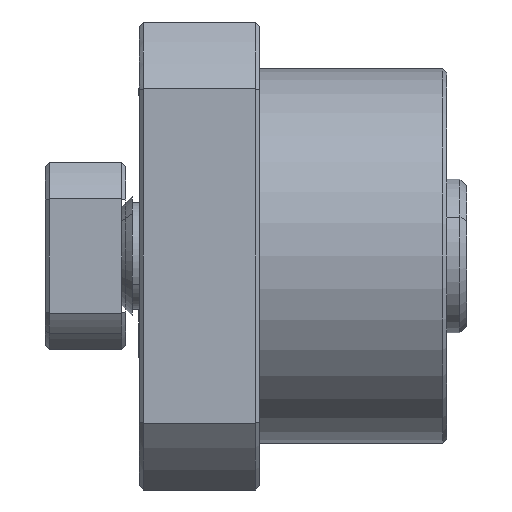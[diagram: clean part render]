
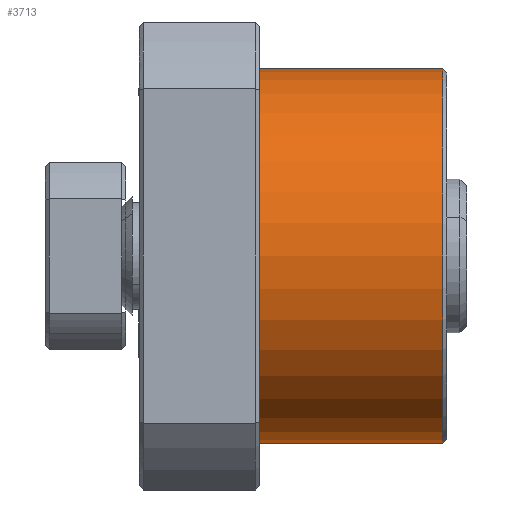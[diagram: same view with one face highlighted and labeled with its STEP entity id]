
A CAD part, front view. The second image highlights one B-rep face of the part: STEP entity #3713.
In plain terms, the highlighted cylindrical face has radius 14 mm (diameter 28 mm), a partial arc.
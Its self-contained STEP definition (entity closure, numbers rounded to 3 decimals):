
#168=CYLINDRICAL_SURFACE('',#944,14.);
#244=VECTOR('',#1387,1.);
#245=VECTOR('',#1390,1.);
#378=LINE('',#4647,#244);
#379=LINE('',#4651,#245);
#613=CIRCLE('',#943,14.);
#614=CIRCLE('',#945,14.);
#943=AXIS2_PLACEMENT_3D('',#5608,#1697,#1698);
#944=AXIS2_PLACEMENT_3D('',#5609,#1699,#1700);
#945=AXIS2_PLACEMENT_3D('',#5610,#1701,#1702);
#1387=DIRECTION('',(-1.,0.,0.));
#1390=DIRECTION('',(-1.,0.,0.));
#1697=DIRECTION('',(-1.,0.,0.));
#1698=DIRECTION('',(0.,0.,14.));
#1699=DIRECTION('',(-1.,0.,0.));
#1700=DIRECTION('',(0.,0.,14.));
#1701=DIRECTION('',(-1.,0.,0.));
#1702=DIRECTION('',(0.,0.,14.));
#1900=VERTEX_POINT('',#4642);
#1901=VERTEX_POINT('',#4644);
#1902=VERTEX_POINT('',#4648);
#1903=VERTEX_POINT('',#4650);
#2287=EDGE_CURVE('',#1900,#1902,#378,.T.);
#2289=EDGE_CURVE('',#1901,#1903,#379,.T.);
#2460=EDGE_CURVE('',#1902,#1903,#613,.T.);
#2461=EDGE_CURVE('',#1900,#1901,#614,.T.);
#3173=ORIENTED_EDGE('',*,*,#2287,.F.);
#3174=ORIENTED_EDGE('',*,*,#2461,.T.);
#3175=ORIENTED_EDGE('',*,*,#2289,.T.);
#3176=ORIENTED_EDGE('',*,*,#2460,.F.);
#3370=EDGE_LOOP('',(#3173,#3174,#3175,#3176));
#3553=FACE_BOUND('',#3370,.T.);
#3713=ADVANCED_FACE('',(#3553),#168,.T.);
#4642=CARTESIAN_POINT('',(22.7,0.,-14.));
#4644=CARTESIAN_POINT('',(22.7,0.,14.));
#4647=CARTESIAN_POINT('',(22.7,0.,-14.));
#4648=CARTESIAN_POINT('',(9.,0.,-14.));
#4650=CARTESIAN_POINT('',(9.,0.,14.));
#4651=CARTESIAN_POINT('',(22.7,0.,14.));
#5608=CARTESIAN_POINT('',(9.,0.,0.));
#5609=CARTESIAN_POINT('',(-94.469,0.,0.));
#5610=CARTESIAN_POINT('',(22.7,0.,0.));
